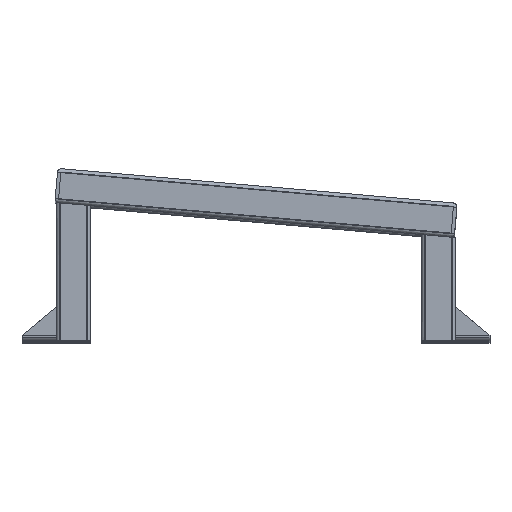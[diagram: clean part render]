
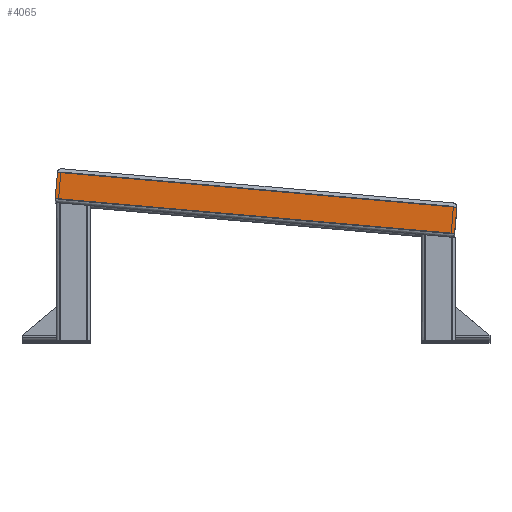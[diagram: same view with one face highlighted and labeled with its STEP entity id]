
A CAD part, top view. The second image highlights one B-rep face of the part: STEP entity #4065.
In plain terms, the highlighted planar face has unit normal (0, 0, 1).
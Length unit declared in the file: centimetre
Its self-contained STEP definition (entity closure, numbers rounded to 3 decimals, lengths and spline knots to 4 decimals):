
#482=FACE_OUTER_BOUND('',#720,.T.);
#720=EDGE_LOOP('',(#3437,#3438,#3439,#3440));
#1058=LINE('',#6690,#1446);
#1069=LINE('',#6726,#1457);
#1070=LINE('',#6730,#1458);
#1071=LINE('',#6731,#1459);
#1446=VECTOR('',#5445,2.3);
#1457=VECTOR('',#5476,35.1222);
#1458=VECTOR('',#5481,35.1222);
#1459=VECTOR('',#5482,2.3);
#1948=VERTEX_POINT('',#6687);
#1949=VERTEX_POINT('',#6689);
#1964=VERTEX_POINT('',#6725);
#1965=VERTEX_POINT('',#6729);
#2454=EDGE_CURVE('',#1948,#1949,#1058,.T.);
#2472=EDGE_CURVE('',#1948,#1964,#1069,.T.);
#2474=EDGE_CURVE('',#1965,#1949,#1070,.T.);
#2475=EDGE_CURVE('',#1964,#1965,#1071,.T.);
#3437=ORIENTED_EDGE('',*,*,#2474,.T.);
#3438=ORIENTED_EDGE('',*,*,#2454,.F.);
#3439=ORIENTED_EDGE('',*,*,#2472,.T.);
#3440=ORIENTED_EDGE('',*,*,#2475,.T.);
#3871=PLANE('',#4457);
#4065=ADVANCED_FACE('',(#482),#3871,.T.);
#4457=AXIS2_PLACEMENT_3D('',#6728,#5479,#5480);
#5445=DIRECTION('',(-0.087,-0.996,0.));
#5476=DIRECTION('',(-0.996,0.087,0.));
#5479=DIRECTION('center_axis',(0.,0.,1.));
#5480=DIRECTION('ref_axis',(0.087,0.996,0.));
#5481=DIRECTION('',(0.996,-0.087,0.));
#5482=DIRECTION('',(-0.087,-0.996,0.));
#6687=CARTESIAN_POINT('',(137.5945,15.5149,58.7));
#6689=CARTESIAN_POINT('',(137.3941,13.2236,58.7));
#6690=CARTESIAN_POINT('',(137.5945,15.5149,58.7));
#6725=CARTESIAN_POINT('',(102.6059,18.576,58.7));
#6726=CARTESIAN_POINT('',(137.5945,15.5149,58.7));
#6728=CARTESIAN_POINT('Origin',(102.4055,16.2847,58.7));
#6729=CARTESIAN_POINT('',(102.4055,16.2847,58.7));
#6730=CARTESIAN_POINT('',(102.4055,16.2847,58.7));
#6731=CARTESIAN_POINT('',(102.6059,18.576,58.7));
